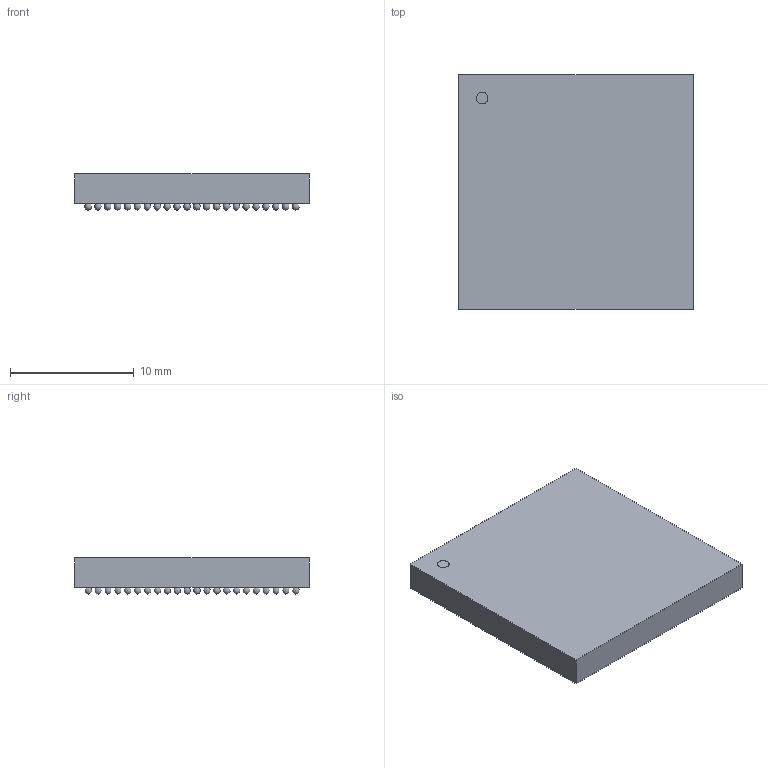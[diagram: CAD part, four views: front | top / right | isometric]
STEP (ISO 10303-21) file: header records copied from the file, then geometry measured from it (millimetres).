
FILE_DESCRIPTION(('STEP AP214'),'1');
FILE_NAME('MPFS250TMPFS160TMPFS095TMPFS025T-FCVG484_MCH','2024-08-31T05:38:11',(''),(''),'','','');
FILE_SCHEMA(('AUTOMOTIVE_DESIGN'));
Length unit declared in the file: millimetre
Products named in the file (1): product
Bounding box: 19 x 19 x 2.92 mm (x, y, z)
Volume: 897.3 mm3; surface area: 1377.8 mm2
Topology: 486 solids, 486 shells, 493 faces, 1467 edges, 978 vertices
Faces by surface type: sphere 484, plane 8, cylinder 1
Full cylindrical faces by diameter (mm): 0.95 x1
Entity records: 4729 total; most frequent: DIRECTION 1006, CARTESIAN_POINT 507, AXIS2_PLACEMENT_3D 497, STYLED_ITEM 493, ADVANCED_FACE 493, MANIFOLD_SOLID_BREP 486, CLOSED_SHELL 486, SPHERICAL_SURFACE 484
